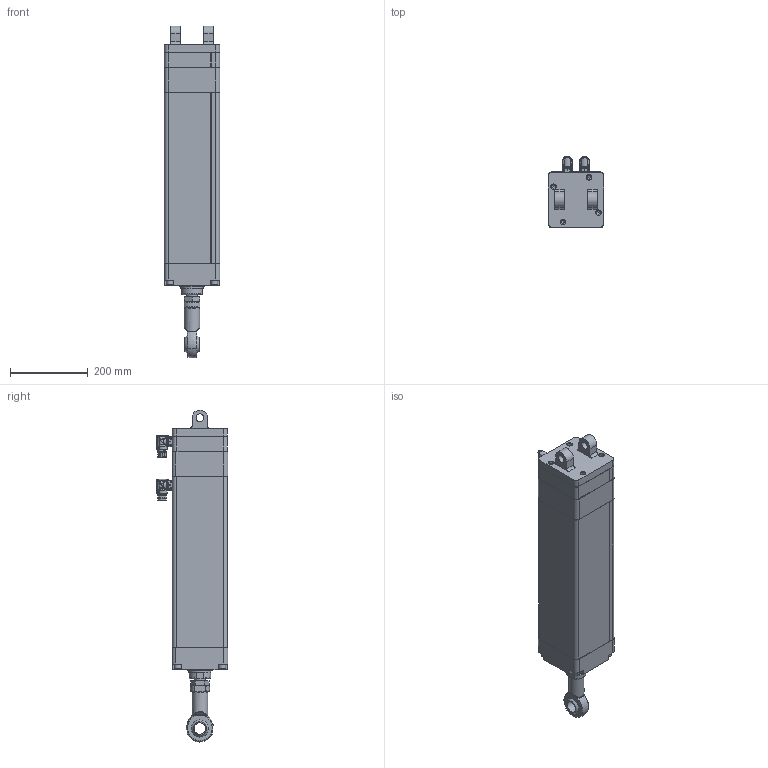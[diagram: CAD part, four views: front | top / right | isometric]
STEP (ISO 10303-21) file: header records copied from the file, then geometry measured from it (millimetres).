
FILE_DESCRIPTION (( 'STEP AP203' ), '1' );
FILE_NAME ('IMA-486726-1.step', '2025-04-22T11:22:18', ( '' ), ( '' ), 'SwSTEP 2.0', 'SolidWorks 2024', '' );
FILE_SCHEMA (( 'CONFIG_CONTROL_DESIGN' ));
Length unit declared in the file: inch
Products named in the file (3): IMA-486726-1; Base_IMA-486726-1; tempJoin1_27559012_IMA-486726-1
Assembly tree (2 placements, depth 2):
  IMA-486726-1
    tempJoin1_27559012_IMA-486726-1
    Base_IMA-486726-1
Bounding box: 143.64 x 184.34 x 855.59 mm (x, y, z)
Volume: 11630774.3 mm3; surface area: 762801.7 mm2
Topology: 3 solids, 12 shells, 2277 faces, 5907 edges, 3724 vertices
Faces by surface type: plane 1184, cylinder 483, bspline 470, cone 101, torus 36, sphere 3
Full cylindrical faces by diameter (mm): 1 x12, 1.18 x12, 2 x6, 2.5 x8, 2.7 x8, 3 x2, 3.2 x2, 4 x4, 4.5 x10, 4.93 x4, 5.41 x1, 5.5 x3, 6.477 x1, 7.8 x4, 12 x8, 12.7 x4, 14.288 x4, 15.2 x1, 17.4 x1, 18 x4, 19.05 x4, 19.9 x1, 20 x2, 21.15 x4, 21.6 x1, 25 x2, 27 x1, 30 x1, 40 x1, 57.135 x1
Entity records: 91358 total; most frequent: CARTESIAN_POINT 41215, ORIENTED_EDGE 10966, DIRECTION 8683, EDGE_CURVE 5483, VERTEX_POINT 3581, VECTOR 3093, LINE 3093, AXIS2_PLACEMENT_3D 2795
